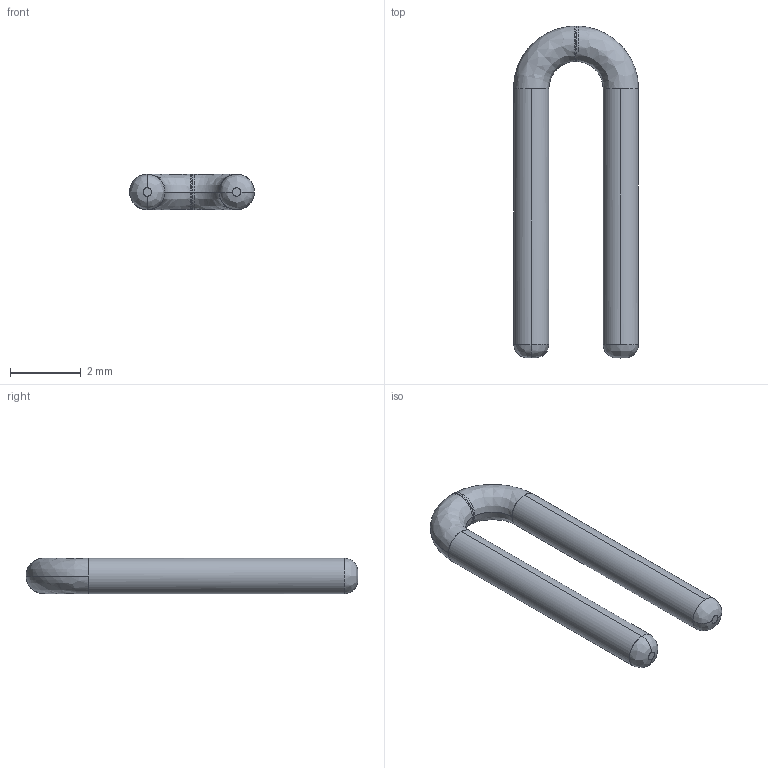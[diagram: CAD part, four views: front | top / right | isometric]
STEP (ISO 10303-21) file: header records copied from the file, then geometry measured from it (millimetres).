
FILE_DESCRIPTION(/* description */ (''),/* implementation_level */ '2;1');
FILE_NAME(/* name */ 'JUMPER~2',/* time_stamp */ '2017-04-05T23:58:35+03:00',/* author */ (''),/* organization */ (''),/* preprocessor_version */ 'ST-DEVELOPER v15',/* originating_system */ '',/* authorisation */ '');
FILE_SCHEMA (('AUTOMOTIVE_DESIGN'));
Length unit declared in the file: inch
Products named in the file (1): Document
Bounding box: 3.53 x 9.39 x 1 mm (x, y, z)
Surface area: 61.2 mm2 (no closed solid volume)
Topology: 0 solids, 16 shells, 16 faces, 80 edges, 80 vertices
Faces by surface type: bspline 14, plane 2
Entity records: 1093 total; most frequent: CARTESIAN_POINT 598, ORIENTED_EDGE 80, EDGE_CURVE 80, VERTEX_POINT 80, COLOUR_RGB 16, FILL_AREA_STYLE_COLOUR 16, FILL_AREA_STYLE 16, SURFACE_STYLE_FILL_AREA 16
